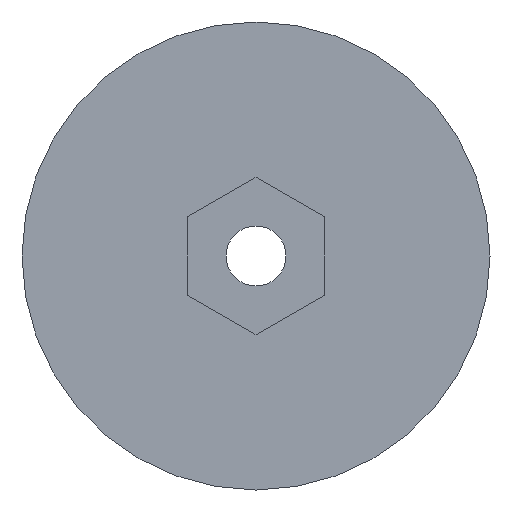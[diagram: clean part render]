
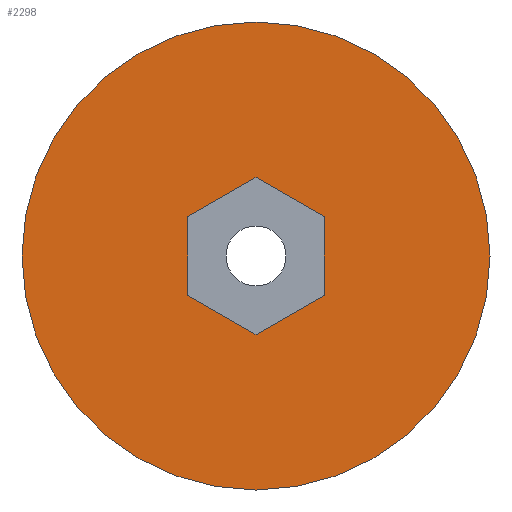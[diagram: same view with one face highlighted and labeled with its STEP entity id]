
A CAD part, left-side view. The second image highlights one B-rep face of the part: STEP entity #2298.
In plain terms, the highlighted planar face has unit normal (-1, 0, 0).
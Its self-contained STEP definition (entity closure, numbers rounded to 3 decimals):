
#115=CARTESIAN_POINT('',(0.,0.,0.));
#116=DIRECTION('',(-1.,0.,0.));
#117=DIRECTION('',(0.,1.,0.));
#118=AXIS2_PLACEMENT_3D('',#115,#116,#117);
#120=CARTESIAN_POINT('',(0.,0.,0.));
#121=DIRECTION('',(-1.,0.,0.));
#122=DIRECTION('',(0.,-1.,0.));
#123=AXIS2_PLACEMENT_3D('',#120,#121,#122);
#125=DIRECTION('',(0.,-0.866,-0.5));
#126=VECTOR('',#125,1.732);
#127=CARTESIAN_POINT('',(0.,0.,1.732));
#128=LINE('',#127,#126);
#129=DIRECTION('',(0.,-0.866,0.5));
#130=VECTOR('',#129,1.732);
#131=CARTESIAN_POINT('',(0.,1.5,0.866));
#132=LINE('',#131,#130);
#133=DIRECTION('',(0.,0.,1.));
#134=VECTOR('',#133,1.732);
#135=CARTESIAN_POINT('',(0.,1.5,-0.866));
#136=LINE('',#135,#134);
#137=DIRECTION('',(0.,0.866,0.5));
#138=VECTOR('',#137,1.732);
#139=CARTESIAN_POINT('',(0.,0.,-1.732));
#140=LINE('',#139,#138);
#141=DIRECTION('',(0.,0.866,-0.5));
#142=VECTOR('',#141,1.732);
#143=CARTESIAN_POINT('',(0.,-1.5,-0.866));
#144=LINE('',#143,#142);
#145=DIRECTION('',(0.,0.,-1.));
#146=VECTOR('',#145,1.732);
#147=CARTESIAN_POINT('',(0.,-1.5,0.866));
#148=LINE('',#147,#146);
#2214=CARTESIAN_POINT('',(0.,0.,1.732));
#2215=CARTESIAN_POINT('',(0.,-1.5,0.866));
#2216=VERTEX_POINT('',#2214);
#2217=VERTEX_POINT('',#2215);
#2218=CARTESIAN_POINT('',(0.,-1.5,-0.866));
#2219=VERTEX_POINT('',#2218);
#2220=CARTESIAN_POINT('',(0.,0.,-1.732));
#2221=VERTEX_POINT('',#2220);
#2222=CARTESIAN_POINT('',(0.,1.5,-0.866));
#2223=VERTEX_POINT('',#2222);
#2224=CARTESIAN_POINT('',(0.,1.5,0.866));
#2225=VERTEX_POINT('',#2224);
#2248=CARTESIAN_POINT('',(0.,5.158,0.));
#2249=CARTESIAN_POINT('',(0.,-5.158,0.));
#2250=VERTEX_POINT('',#2248);
#2251=VERTEX_POINT('',#2249);
#2273=CARTESIAN_POINT('',(0.,0.,0.));
#2274=DIRECTION('',(1.,0.,0.));
#2275=DIRECTION('',(0.,-1.,0.));
#2276=AXIS2_PLACEMENT_3D('',#2273,#2274,#2275);
#2277=PLANE('',#2276);
#2279=ORIENTED_EDGE('',*,*,#2278,.F.);
#2281=ORIENTED_EDGE('',*,*,#2280,.F.);
#2282=EDGE_LOOP('',(#2279,#2281));
#2283=FACE_OUTER_BOUND('',#2282,.F.);
#2285=ORIENTED_EDGE('',*,*,#2284,.F.);
#2287=ORIENTED_EDGE('',*,*,#2286,.F.);
#2289=ORIENTED_EDGE('',*,*,#2288,.F.);
#2291=ORIENTED_EDGE('',*,*,#2290,.F.);
#2293=ORIENTED_EDGE('',*,*,#2292,.F.);
#2295=ORIENTED_EDGE('',*,*,#2294,.F.);
#2296=EDGE_LOOP('',(#2285,#2287,#2289,#2291,#2293,#2295));
#2297=FACE_BOUND('',#2296,.F.);
#119=CIRCLE('',#118,5.158);
#124=CIRCLE('',#123,5.158);
#2278=EDGE_CURVE('',#2250,#2251,#119,.T.);
#2280=EDGE_CURVE('',#2251,#2250,#124,.T.);
#2284=EDGE_CURVE('',#2216,#2217,#128,.T.);
#2286=EDGE_CURVE('',#2225,#2216,#132,.T.);
#2288=EDGE_CURVE('',#2223,#2225,#136,.T.);
#2290=EDGE_CURVE('',#2221,#2223,#140,.T.);
#2292=EDGE_CURVE('',#2219,#2221,#144,.T.);
#2294=EDGE_CURVE('',#2217,#2219,#148,.T.);
#2298=ADVANCED_FACE('',(#2283,#2297),#2277,.F.);
